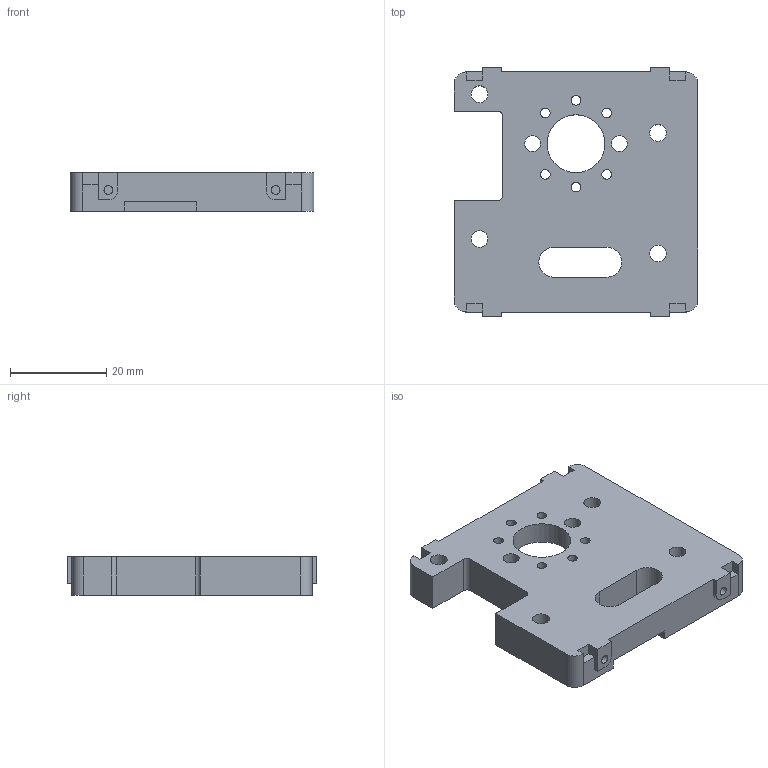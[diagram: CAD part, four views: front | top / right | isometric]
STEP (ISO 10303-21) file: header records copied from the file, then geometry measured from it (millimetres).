
FILE_DESCRIPTION(('FreeCAD Model'),'2;1');
FILE_NAME('Open CASCADE Shape Model','2025-02-15T21:29:39',(''),(''), 'Open CASCADE STEP processor 7.8','FreeCAD','Unknown');
FILE_SCHEMA(('AUTOMOTIVE_DESIGN { 1 0 10303 214 1 1 1 1 }'));
Length unit declared in the file: millimetre
Products named in the file (1): Тело (Mirror #1)
Bounding box: 50.5 x 51.6 x 8 mm (x, y, z)
Volume: 14916.7 mm3; surface area: 7375.3 mm2
Topology: 1 solids, 1 shells, 81 faces, 224 edges, 149 vertices
Faces by surface type: plane 50, cylinder 30, cone 1
Full cylindrical faces by diameter (mm): 1.8 x4, 2 x6, 3.3 x2, 3.5 x4, 12 x1, 22.15 x1
Entity records: 2665 total; most frequent: CARTESIAN_POINT 459, ORIENTED_EDGE 448, DIRECTION 445, EDGE_CURVE 224, LINE 159, VECTOR 159, VERTEX_POINT 149, AXIS2_PLACEMENT_3D 143
